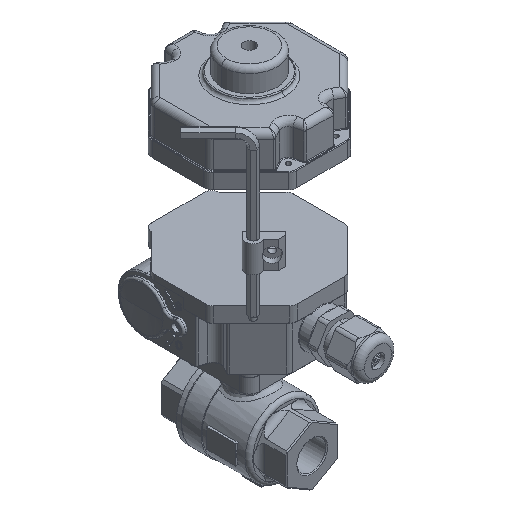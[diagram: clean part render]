
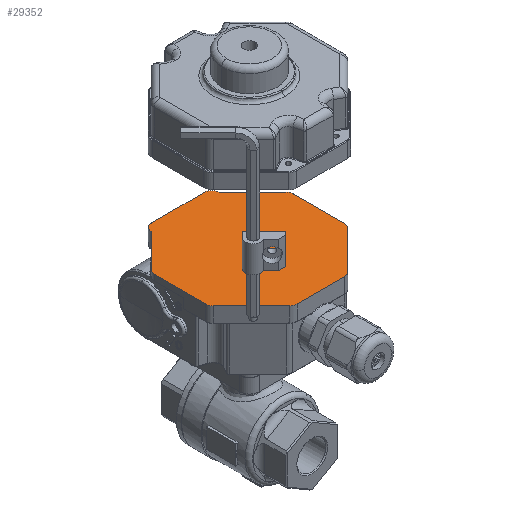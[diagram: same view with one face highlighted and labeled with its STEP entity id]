
A CAD part, isometric view. The second image highlights one B-rep face of the part: STEP entity #29352.
In plain terms, the highlighted face is planar.
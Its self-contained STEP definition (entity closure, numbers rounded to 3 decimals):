
#1083=PLANE('',#31865);
#2577=CIRCLE('',#31866,4.);
#2578=CIRCLE('',#31867,4.);
#2579=CIRCLE('',#31868,4.);
#2580=CIRCLE('',#31869,4.);
#2581=CIRCLE('',#31870,4.);
#2582=CIRCLE('',#31871,4.);
#2583=CIRCLE('',#31872,4.);
#2584=CIRCLE('',#31873,4.);
#7533=ORIENTED_EDGE('',*,*,#14113,.F.);
#7534=ORIENTED_EDGE('',*,*,#14114,.F.);
#7535=ORIENTED_EDGE('',*,*,#14115,.F.);
#7536=ORIENTED_EDGE('',*,*,#14116,.F.);
#7537=ORIENTED_EDGE('',*,*,#14117,.F.);
#7538=ORIENTED_EDGE('',*,*,#14118,.F.);
#7539=ORIENTED_EDGE('',*,*,#14119,.F.);
#7540=ORIENTED_EDGE('',*,*,#14120,.F.);
#7541=ORIENTED_EDGE('',*,*,#14121,.F.);
#7542=ORIENTED_EDGE('',*,*,#14122,.F.);
#7543=ORIENTED_EDGE('',*,*,#14123,.F.);
#7544=ORIENTED_EDGE('',*,*,#14124,.F.);
#7545=ORIENTED_EDGE('',*,*,#14125,.F.);
#7546=ORIENTED_EDGE('',*,*,#14126,.F.);
#7547=ORIENTED_EDGE('',*,*,#14127,.F.);
#7548=ORIENTED_EDGE('',*,*,#14128,.F.);
#14113=EDGE_CURVE('',#17684,#17685,#20100,.T.);
#14114=EDGE_CURVE('',#17686,#17684,#2577,.T.);
#14115=EDGE_CURVE('',#17687,#17686,#20101,.T.);
#14116=EDGE_CURVE('',#17688,#17687,#2578,.T.);
#14117=EDGE_CURVE('',#17689,#17688,#20102,.T.);
#14118=EDGE_CURVE('',#17690,#17689,#2579,.T.);
#14119=EDGE_CURVE('',#17691,#17690,#20103,.T.);
#14120=EDGE_CURVE('',#17692,#17691,#2580,.T.);
#14121=EDGE_CURVE('',#17693,#17692,#20104,.T.);
#14122=EDGE_CURVE('',#17694,#17693,#2581,.T.);
#14123=EDGE_CURVE('',#17695,#17694,#20105,.T.);
#14124=EDGE_CURVE('',#17696,#17695,#2582,.T.);
#14125=EDGE_CURVE('',#17697,#17696,#20106,.T.);
#14126=EDGE_CURVE('',#17698,#17697,#2583,.T.);
#14127=EDGE_CURVE('',#17699,#17698,#20107,.T.);
#14128=EDGE_CURVE('',#17685,#17699,#2584,.T.);
#17684=VERTEX_POINT('',#50563);
#17685=VERTEX_POINT('',#50564);
#17686=VERTEX_POINT('',#50566);
#17687=VERTEX_POINT('',#50568);
#17688=VERTEX_POINT('',#50570);
#17689=VERTEX_POINT('',#50572);
#17690=VERTEX_POINT('',#50574);
#17691=VERTEX_POINT('',#50576);
#17692=VERTEX_POINT('',#50578);
#17693=VERTEX_POINT('',#50580);
#17694=VERTEX_POINT('',#50582);
#17695=VERTEX_POINT('',#50584);
#17696=VERTEX_POINT('',#50586);
#17697=VERTEX_POINT('',#50588);
#17698=VERTEX_POINT('',#50590);
#17699=VERTEX_POINT('',#50592);
#20100=LINE('',#50562,#22002);
#20101=LINE('',#50567,#22003);
#20102=LINE('',#50571,#22004);
#20103=LINE('',#50575,#22005);
#20104=LINE('',#50579,#22006);
#20105=LINE('',#50583,#22007);
#20106=LINE('',#50587,#22008);
#20107=LINE('',#50591,#22009);
#22002=VECTOR('',#37743,1000.);
#22003=VECTOR('',#37746,1000.);
#22004=VECTOR('',#37749,1000.);
#22005=VECTOR('',#37752,1000.);
#22006=VECTOR('',#37755,1000.);
#22007=VECTOR('',#37758,1000.);
#22008=VECTOR('',#37761,1000.);
#22009=VECTOR('',#37764,1000.);
#23769=EDGE_LOOP('',(#7533,#7534,#7535,#7536,#7537,#7538,#7539,#7540,#7541,
#7542,#7543,#7544,#7545,#7546,#7547,#7548));
#25707=FACE_BOUND('',#23769,.T.);
#29352=ADVANCED_FACE('',(#25707),#1083,.F.);
#31865=AXIS2_PLACEMENT_3D('',#50561,#37741,#37742);
#31866=AXIS2_PLACEMENT_3D('',#50565,#37744,#37745);
#31867=AXIS2_PLACEMENT_3D('',#50569,#37747,#37748);
#31868=AXIS2_PLACEMENT_3D('',#50573,#37750,#37751);
#31869=AXIS2_PLACEMENT_3D('',#50577,#37753,#37754);
#31870=AXIS2_PLACEMENT_3D('',#50581,#37756,#37757);
#31871=AXIS2_PLACEMENT_3D('',#50585,#37759,#37760);
#31872=AXIS2_PLACEMENT_3D('',#50589,#37762,#37763);
#31873=AXIS2_PLACEMENT_3D('',#50593,#37765,#37766);
#37741=DIRECTION('',(0.,-1.,0.));
#37742=DIRECTION('',(0.,0.,-1.));
#37743=DIRECTION('',(1.,0.,0.));
#37744=DIRECTION('',(0.,-1.,0.));
#37745=DIRECTION('',(0.,0.,1.));
#37746=DIRECTION('',(0.707,0.,-0.707));
#37747=DIRECTION('',(0.,-1.,0.));
#37748=DIRECTION('',(0.,0.,1.));
#37749=DIRECTION('',(0.,0.,-1.));
#37750=DIRECTION('',(0.,-1.,0.));
#37751=DIRECTION('',(0.,0.,1.));
#37752=DIRECTION('',(-0.707,0.,-0.707));
#37753=DIRECTION('',(0.,-1.,0.));
#37754=DIRECTION('',(0.,0.,1.));
#37755=DIRECTION('',(-1.,0.,0.));
#37756=DIRECTION('',(0.,-1.,0.));
#37757=DIRECTION('',(0.,0.,1.));
#37758=DIRECTION('',(-0.707,0.,0.707));
#37759=DIRECTION('',(0.,-1.,0.));
#37760=DIRECTION('',(0.,0.,1.));
#37761=DIRECTION('',(0.,0.,1.));
#37762=DIRECTION('',(0.,-1.,0.));
#37763=DIRECTION('',(0.,0.,1.));
#37764=DIRECTION('',(0.707,0.,0.707));
#37765=DIRECTION('',(0.,-1.,0.));
#37766=DIRECTION('',(0.,0.,1.));
#50561=CARTESIAN_POINT('',(13.67,0.,-33.));
#50562=CARTESIAN_POINT('',(13.67,0.,-37.));
#50563=CARTESIAN_POINT('',(-13.67,0.,-37.));
#50564=CARTESIAN_POINT('',(13.67,0.,-37.));
#50565=CARTESIAN_POINT('',(-13.67,0.,-33.));
#50566=CARTESIAN_POINT('',(-17.662,0.,-33.249));
#50567=CARTESIAN_POINT('',(-34.828,0.,-16.083));
#50568=CARTESIAN_POINT('',(-34.828,0.,-16.083));
#50569=CARTESIAN_POINT('',(-32.,0.,-13.255));
#50570=CARTESIAN_POINT('',(-36.,0.,-13.255));
#50571=CARTESIAN_POINT('',(-36.,0.,-33.));
#50572=CARTESIAN_POINT('',(-36.,0.,13.255));
#50573=CARTESIAN_POINT('',(-32.,0.,13.255));
#50574=CARTESIAN_POINT('',(-34.828,0.,16.083));
#50575=CARTESIAN_POINT('',(-15.083,0.,35.828));
#50576=CARTESIAN_POINT('',(-15.083,0.,35.828));
#50577=CARTESIAN_POINT('',(-12.255,0.,33.));
#50578=CARTESIAN_POINT('',(-12.255,0.,37.));
#50579=CARTESIAN_POINT('',(13.67,0.,37.));
#50580=CARTESIAN_POINT('',(12.255,0.,37.));
#50581=CARTESIAN_POINT('',(12.255,0.,33.));
#50582=CARTESIAN_POINT('',(15.083,0.,35.828));
#50583=CARTESIAN_POINT('',(34.828,0.,16.083));
#50584=CARTESIAN_POINT('',(34.828,0.,16.083));
#50585=CARTESIAN_POINT('',(32.,0.,13.255));
#50586=CARTESIAN_POINT('',(36.,0.,13.255));
#50587=CARTESIAN_POINT('',(36.,0.,-33.));
#50588=CARTESIAN_POINT('',(36.,0.,-13.255));
#50589=CARTESIAN_POINT('',(32.,0.,-13.255));
#50590=CARTESIAN_POINT('',(34.828,0.,-16.083));
#50591=CARTESIAN_POINT('',(17.662,0.,-33.249));
#50592=CARTESIAN_POINT('',(17.662,0.,-33.249));
#50593=CARTESIAN_POINT('',(13.67,0.,-33.));
